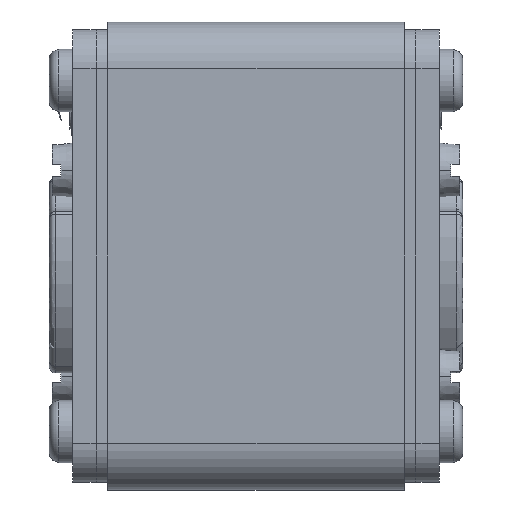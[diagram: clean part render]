
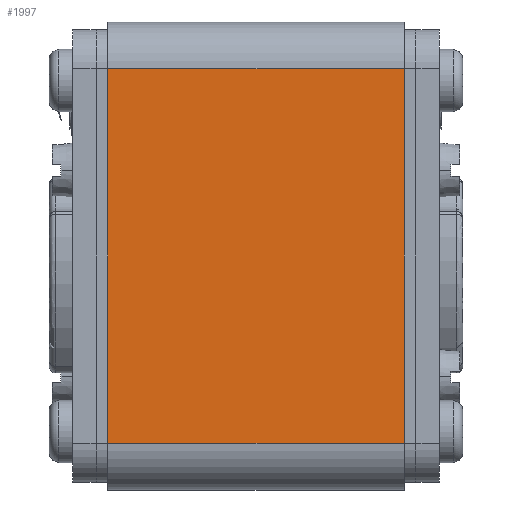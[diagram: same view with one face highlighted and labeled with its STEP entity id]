
A CAD part, left-side view. The second image highlights one B-rep face of the part: STEP entity #1997.
In plain terms, the highlighted face is planar.
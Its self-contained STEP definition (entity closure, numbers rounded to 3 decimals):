
#142=DIRECTION('',(-1.,0.,0.));
#143=VECTOR('',#142,48.);
#144=CARTESIAN_POINT('',(24.,30.,-19.));
#145=LINE('',#144,#143);
#612=DIRECTION('',(0.,0.,-1.));
#613=VECTOR('',#612,38.);
#614=CARTESIAN_POINT('',(24.,30.,19.));
#615=LINE('',#614,#613);
#619=DIRECTION('',(0.,0.,-1.));
#620=VECTOR('',#619,38.);
#621=CARTESIAN_POINT('',(-24.,30.,19.));
#622=LINE('',#621,#620);
#679=DIRECTION('',(-1.,0.,0.));
#680=VECTOR('',#679,48.);
#681=CARTESIAN_POINT('',(24.,30.,19.));
#682=LINE('',#681,#680);
#1458=CARTESIAN_POINT('',(24.,30.,-19.));
#1460=VERTEX_POINT('',#1458);
#1464=CARTESIAN_POINT('',(24.,30.,19.));
#1465=VERTEX_POINT('',#1464);
#1467=CARTESIAN_POINT('',(-24.,30.,-19.));
#1469=VERTEX_POINT('',#1467);
#1470=CARTESIAN_POINT('',(-24.,30.,19.));
#1471=VERTEX_POINT('',#1470);
#1985=CARTESIAN_POINT('',(30.,30.,-19.));
#1986=DIRECTION('',(0.,1.,0.));
#1987=DIRECTION('',(-1.,0.,0.));
#1988=AXIS2_PLACEMENT_3D('',#1985,#1986,#1987);
#1989=PLANE('',#1988);
#1990=ORIENTED_EDGE('',*,*,#1745,.F.);
#1992=ORIENTED_EDGE('',*,*,#1991,.T.);
#1993=ORIENTED_EDGE('',*,*,#1970,.T.);
#1994=ORIENTED_EDGE('',*,*,#1705,.F.);
#1995=EDGE_LOOP('',(#1990,#1992,#1993,#1994));
#1996=FACE_OUTER_BOUND('',#1995,.F.);
#1705=EDGE_CURVE('',#1460,#1469,#145,.T.);
#1745=EDGE_CURVE('',#1465,#1460,#615,.T.);
#1970=EDGE_CURVE('',#1471,#1469,#622,.T.);
#1991=EDGE_CURVE('',#1465,#1471,#682,.T.);
#1997=ADVANCED_FACE('',(#1996),#1989,.T.);
